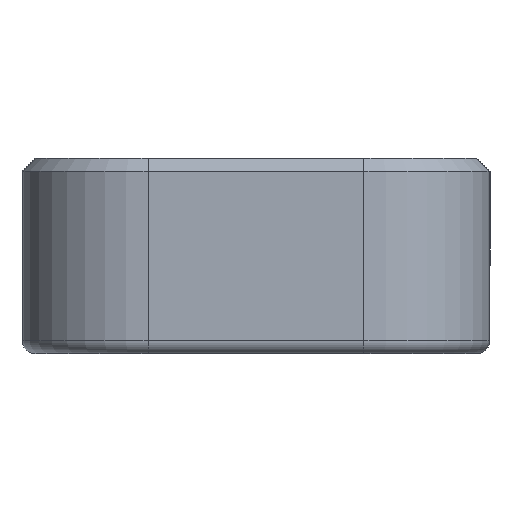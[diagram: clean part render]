
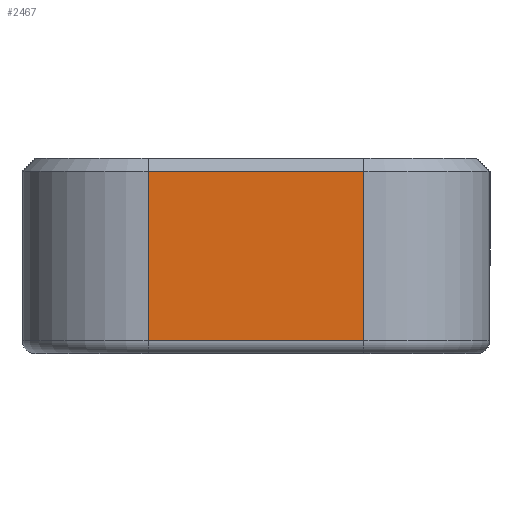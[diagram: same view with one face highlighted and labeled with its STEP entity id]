
A CAD part, left-side view. The second image highlights one B-rep face of the part: STEP entity #2467.
In plain terms, the highlighted planar face has unit normal (-1, 0, 0).
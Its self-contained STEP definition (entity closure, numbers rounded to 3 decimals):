
#65=PLANE('',#2677);
#166=FACE_OUTER_BOUND('',#310,.T.);
#310=EDGE_LOOP('',(#1818,#1819,#1820,#1821));
#483=LINE('',#3837,#728);
#493=LINE('',#3865,#738);
#495=LINE('',#3871,#740);
#496=LINE('',#3872,#741);
#728=VECTOR('',#3061,10.);
#738=VECTOR('',#3093,10.);
#740=VECTOR('',#3099,10.);
#741=VECTOR('',#3100,10.);
#1099=VERTEX_POINT('',#3829);
#1101=VERTEX_POINT('',#3835);
#1108=VERTEX_POINT('',#3864);
#1110=VERTEX_POINT('',#3870);
#1365=EDGE_CURVE('',#1101,#1099,#483,.T.);
#1380=EDGE_CURVE('',#1099,#1108,#493,.T.);
#1383=EDGE_CURVE('',#1110,#1101,#495,.T.);
#1384=EDGE_CURVE('',#1108,#1110,#496,.T.);
#1818=ORIENTED_EDGE('',*,*,#1365,.F.);
#1819=ORIENTED_EDGE('',*,*,#1383,.F.);
#1820=ORIENTED_EDGE('',*,*,#1384,.F.);
#1821=ORIENTED_EDGE('',*,*,#1380,.F.);
#2467=ADVANCED_FACE('',(#166),#65,.F.);
#2677=AXIS2_PLACEMENT_3D('',#3869,#3097,#3098);
#3061=DIRECTION('',(0.,1.,0.));
#3093=DIRECTION('',(0.,0.,1.));
#3097=DIRECTION('center_axis',(1.,0.,0.));
#3098=DIRECTION('ref_axis',(0.,-1.,0.));
#3099=DIRECTION('',(0.,0.,-1.));
#3100=DIRECTION('',(0.,-1.,0.));
#3829=CARTESIAN_POINT('',(-53.5,320.536,78.));
#3835=CARTESIAN_POINT('',(-53.5,312.245,78.));
#3837=CARTESIAN_POINT('',(-53.5,316.388,78.));
#3864=CARTESIAN_POINT('',(-53.5,320.536,84.5));
#3865=CARTESIAN_POINT('',(-53.5,320.536,85.));
#3869=CARTESIAN_POINT('Origin',(-53.5,320.386,85.));
#3870=CARTESIAN_POINT('',(-53.5,312.245,84.5));
#3871=CARTESIAN_POINT('',(-53.5,312.245,85.));
#3872=CARTESIAN_POINT('',(-53.5,318.161,84.5));
